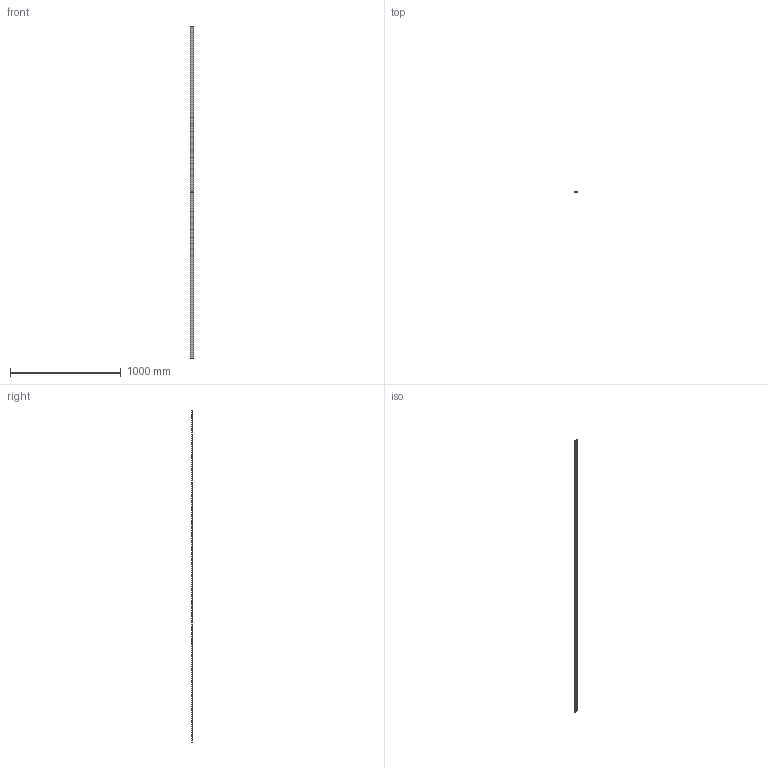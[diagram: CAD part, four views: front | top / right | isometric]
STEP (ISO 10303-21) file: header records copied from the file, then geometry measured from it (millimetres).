
FILE_DESCRIPTION (( 'STEP AP203' ), '1' );
FILE_NAME ('2302-N.STEP', '2022-04-28T14:41:32', ( '' ), ( '' ), 'SwSTEP 2.0', 'SolidWorks 2018', '' );
FILE_SCHEMA (( 'CONFIG_CONTROL_DESIGN' ));
Length unit declared in the file: millimetre
Products named in the file (1): 2302-N
Bounding box: 30 x 8 x 3000 mm (x, y, z)
Volume: 500974.9 mm3; surface area: 234629.3 mm2
Topology: 1 solids, 1 shells, 262 faces, 673 edges, 457 vertices
Faces by surface type: plane 132, bspline 103, sphere 25, cylinder 2
Entity records: 12801 total; most frequent: CARTESIAN_POINT 6992, ORIENTED_EDGE 1346, DIRECTION 816, EDGE_CURVE 673, VERTEX_POINT 457, LINE 438, VECTOR 438, EDGE_LOOP 306
